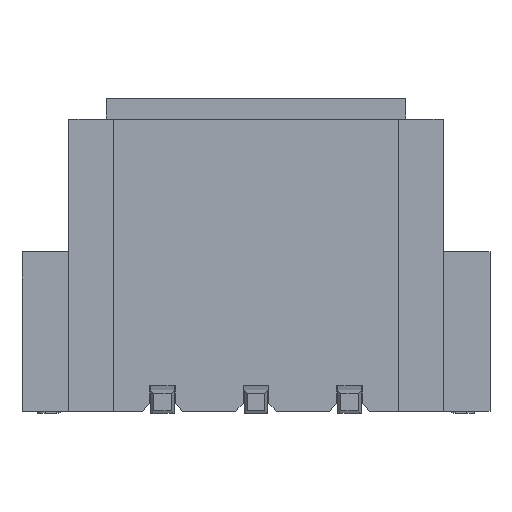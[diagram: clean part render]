
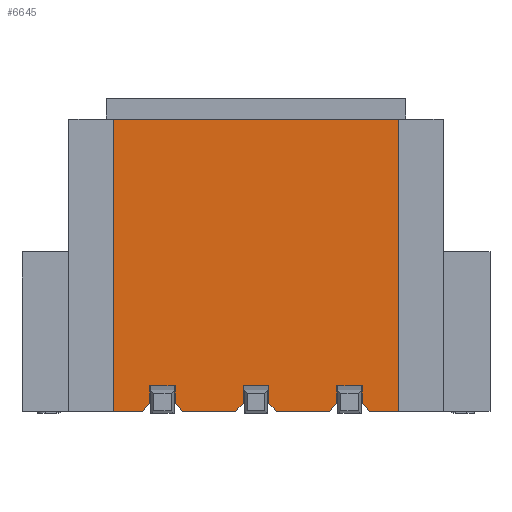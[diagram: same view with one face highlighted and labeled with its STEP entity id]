
A CAD part, top view. The second image highlights one B-rep face of the part: STEP entity #6645.
In plain terms, the highlighted planar face has unit normal (0, 0, 1).
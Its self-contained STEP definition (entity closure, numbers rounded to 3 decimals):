
#833=DIRECTION('',(-0.707,-0.707,0.));
#834=VECTOR('',#833,0.283);
#835=CARTESIAN_POINT('',(-7.84,-7.6,5.7));
#836=LINE('',#835,#834);
#837=DIRECTION('',(-1.,0.,0.));
#838=VECTOR('',#837,0.76);
#839=CARTESIAN_POINT('',(-8.04,-7.8,5.7));
#840=LINE('',#839,#838);
#841=DIRECTION('',(0.,1.,0.));
#842=VECTOR('',#841,7.8);
#843=CARTESIAN_POINT('',(-8.8,-7.8,5.7));
#844=LINE('',#843,#842);
#845=DIRECTION('',(1.,0.,0.));
#846=VECTOR('',#845,7.6);
#847=CARTESIAN_POINT('',(-8.8,0.,5.7));
#848=LINE('',#847,#846);
#849=DIRECTION('',(-1.,0.,0.));
#850=VECTOR('',#849,0.76);
#851=CARTESIAN_POINT('',(-1.2,-7.8,5.7));
#852=LINE('',#851,#850);
#853=DIRECTION('',(-0.707,0.707,0.));
#854=VECTOR('',#853,0.283);
#855=CARTESIAN_POINT('',(-1.96,-7.8,5.7));
#856=LINE('',#855,#854);
#857=DIRECTION('',(-0.707,-0.707,0.));
#858=VECTOR('',#857,0.283);
#859=CARTESIAN_POINT('',(-2.84,-7.6,5.7));
#860=LINE('',#859,#858);
#861=DIRECTION('',(-1.,0.,0.));
#862=VECTOR('',#861,1.42);
#863=CARTESIAN_POINT('',(-3.04,-7.8,5.7));
#864=LINE('',#863,#862);
#865=DIRECTION('',(-0.707,0.707,0.));
#866=VECTOR('',#865,0.283);
#867=CARTESIAN_POINT('',(-4.46,-7.8,5.7));
#868=LINE('',#867,#866);
#869=DIRECTION('',(-0.707,-0.707,0.));
#870=VECTOR('',#869,0.283);
#871=CARTESIAN_POINT('',(-5.34,-7.6,5.7));
#872=LINE('',#871,#870);
#873=DIRECTION('',(-1.,0.,0.));
#874=VECTOR('',#873,1.42);
#875=CARTESIAN_POINT('',(-5.54,-7.8,5.7));
#876=LINE('',#875,#874);
#877=DIRECTION('',(-0.707,0.707,0.));
#878=VECTOR('',#877,0.283);
#879=CARTESIAN_POINT('',(-6.96,-7.8,5.7));
#880=LINE('',#879,#878);
#881=DIRECTION('',(0.,-1.,0.));
#882=VECTOR('',#881,0.48);
#883=CARTESIAN_POINT('',(-7.16,-7.12,5.7));
#884=LINE('',#883,#882);
#901=DIRECTION('',(1.,0.,0.));
#902=VECTOR('',#901,0.68);
#903=CARTESIAN_POINT('',(-7.84,-7.12,5.7));
#904=LINE('',#903,#902);
#913=DIRECTION('',(0.,1.,0.));
#914=VECTOR('',#913,0.48);
#915=CARTESIAN_POINT('',(-7.84,-7.6,5.7));
#916=LINE('',#915,#914);
#937=DIRECTION('',(0.,1.,0.));
#938=VECTOR('',#937,0.48);
#939=CARTESIAN_POINT('',(-5.34,-7.6,5.7));
#940=LINE('',#939,#938);
#941=DIRECTION('',(1.,0.,0.));
#942=VECTOR('',#941,0.68);
#943=CARTESIAN_POINT('',(-5.34,-7.12,5.7));
#944=LINE('',#943,#942);
#953=DIRECTION('',(0.,-1.,0.));
#954=VECTOR('',#953,0.48);
#955=CARTESIAN_POINT('',(-4.66,-7.12,5.7));
#956=LINE('',#955,#954);
#985=DIRECTION('',(0.,1.,0.));
#986=VECTOR('',#985,0.48);
#987=CARTESIAN_POINT('',(-2.84,-7.6,5.7));
#988=LINE('',#987,#986);
#997=DIRECTION('',(1.,0.,0.));
#998=VECTOR('',#997,0.68);
#999=CARTESIAN_POINT('',(-2.84,-7.12,5.7));
#1000=LINE('',#999,#998);
#1001=DIRECTION('',(0.,-1.,0.));
#1002=VECTOR('',#1001,0.48);
#1003=CARTESIAN_POINT('',(-2.16,-7.12,5.7));
#1004=LINE('',#1003,#1002);
#3831=DIRECTION('',(0.,1.,0.));
#3832=VECTOR('',#3831,7.8);
#3833=CARTESIAN_POINT('',(-1.2,-7.8,5.7));
#3834=LINE('',#3833,#3832);
#4169=CARTESIAN_POINT('',(-6.96,-7.8,5.7));
#4171=VERTEX_POINT('',#4169);
#4173=CARTESIAN_POINT('',(-5.54,-7.8,5.7));
#4174=VERTEX_POINT('',#4173);
#4178=CARTESIAN_POINT('',(-3.04,-7.8,5.7));
#4180=VERTEX_POINT('',#4178);
#4183=CARTESIAN_POINT('',(-4.46,-7.8,5.7));
#4184=VERTEX_POINT('',#4183);
#4193=CARTESIAN_POINT('',(-8.8,-7.8,5.7));
#4194=VERTEX_POINT('',#4193);
#4195=CARTESIAN_POINT('',(-8.04,-7.8,5.7));
#4196=VERTEX_POINT('',#4195);
#4209=CARTESIAN_POINT('',(-1.96,-7.8,5.7));
#4210=VERTEX_POINT('',#4209);
#4211=CARTESIAN_POINT('',(-1.2,-7.8,5.7));
#4212=VERTEX_POINT('',#4211);
#4397=CARTESIAN_POINT('',(-1.2,0.,5.7));
#4399=VERTEX_POINT('',#4397);
#4401=CARTESIAN_POINT('',(-8.8,0.,5.7));
#4402=VERTEX_POINT('',#4401);
#4547=CARTESIAN_POINT('',(-7.16,-7.12,5.7));
#4548=CARTESIAN_POINT('',(-7.16,-7.6,5.7));
#4549=VERTEX_POINT('',#4547);
#4550=VERTEX_POINT('',#4548);
#4551=CARTESIAN_POINT('',(-7.84,-7.12,5.7));
#4552=VERTEX_POINT('',#4551);
#4553=CARTESIAN_POINT('',(-7.84,-7.6,5.7));
#4554=VERTEX_POINT('',#4553);
#4555=CARTESIAN_POINT('',(-2.16,-7.6,5.7));
#4556=VERTEX_POINT('',#4555);
#4557=CARTESIAN_POINT('',(-2.16,-7.12,5.7));
#4558=VERTEX_POINT('',#4557);
#4559=CARTESIAN_POINT('',(-2.84,-7.12,5.7));
#4560=VERTEX_POINT('',#4559);
#4561=CARTESIAN_POINT('',(-2.84,-7.6,5.7));
#4562=VERTEX_POINT('',#4561);
#4563=CARTESIAN_POINT('',(-4.66,-7.6,5.7));
#4564=VERTEX_POINT('',#4563);
#4565=CARTESIAN_POINT('',(-4.66,-7.12,5.7));
#4566=VERTEX_POINT('',#4565);
#4567=CARTESIAN_POINT('',(-5.34,-7.12,5.7));
#4568=VERTEX_POINT('',#4567);
#4569=CARTESIAN_POINT('',(-5.34,-7.6,5.7));
#4570=VERTEX_POINT('',#4569);
#6597=CARTESIAN_POINT('',(-5.,-3.9,5.7));
#6598=DIRECTION('',(0.,0.,1.));
#6599=DIRECTION('',(1.,0.,0.));
#6600=AXIS2_PLACEMENT_3D('',#6597,#6598,#6599);
#6601=PLANE('',#6600);
#6603=ORIENTED_EDGE('',*,*,#6602,.F.);
#6605=ORIENTED_EDGE('',*,*,#6604,.F.);
#6607=ORIENTED_EDGE('',*,*,#6606,.F.);
#6608=ORIENTED_EDGE('',*,*,#6588,.T.);
#6609=ORIENTED_EDGE('',*,*,#5486,.T.);
#6611=ORIENTED_EDGE('',*,*,#6610,.T.);
#6613=ORIENTED_EDGE('',*,*,#6612,.T.);
#6615=ORIENTED_EDGE('',*,*,#6614,.F.);
#6616=ORIENTED_EDGE('',*,*,#6476,.T.);
#6618=ORIENTED_EDGE('',*,*,#6617,.T.);
#6620=ORIENTED_EDGE('',*,*,#6619,.F.);
#6622=ORIENTED_EDGE('',*,*,#6621,.F.);
#6624=ORIENTED_EDGE('',*,*,#6623,.F.);
#6626=ORIENTED_EDGE('',*,*,#6625,.T.);
#6628=ORIENTED_EDGE('',*,*,#6627,.T.);
#6630=ORIENTED_EDGE('',*,*,#6629,.T.);
#6632=ORIENTED_EDGE('',*,*,#6631,.F.);
#6634=ORIENTED_EDGE('',*,*,#6633,.F.);
#6636=ORIENTED_EDGE('',*,*,#6635,.F.);
#6638=ORIENTED_EDGE('',*,*,#6637,.T.);
#6640=ORIENTED_EDGE('',*,*,#6639,.T.);
#6642=ORIENTED_EDGE('',*,*,#6641,.T.);
#6643=EDGE_LOOP('',(#6603,#6605,#6607,#6608,#6609,#6611,#6613,#6615,#6616,#6618,
#6620,#6622,#6624,#6626,#6628,#6630,#6632,#6634,#6636,#6638,#6640,#6642));
#6644=FACE_OUTER_BOUND('',#6643,.F.);
#5486=EDGE_CURVE('',#4196,#4194,#840,.T.);
#6476=EDGE_CURVE('',#4212,#4210,#852,.T.);
#6588=EDGE_CURVE('',#4554,#4196,#836,.T.);
#6602=EDGE_CURVE('',#4549,#4550,#884,.T.);
#6604=EDGE_CURVE('',#4552,#4549,#904,.T.);
#6606=EDGE_CURVE('',#4554,#4552,#916,.T.);
#6610=EDGE_CURVE('',#4194,#4402,#844,.T.);
#6612=EDGE_CURVE('',#4402,#4399,#848,.T.);
#6614=EDGE_CURVE('',#4212,#4399,#3834,.T.);
#6617=EDGE_CURVE('',#4210,#4556,#856,.T.);
#6619=EDGE_CURVE('',#4558,#4556,#1004,.T.);
#6621=EDGE_CURVE('',#4560,#4558,#1000,.T.);
#6623=EDGE_CURVE('',#4562,#4560,#988,.T.);
#6625=EDGE_CURVE('',#4562,#4180,#860,.T.);
#6627=EDGE_CURVE('',#4180,#4184,#864,.T.);
#6629=EDGE_CURVE('',#4184,#4564,#868,.T.);
#6631=EDGE_CURVE('',#4566,#4564,#956,.T.);
#6633=EDGE_CURVE('',#4568,#4566,#944,.T.);
#6635=EDGE_CURVE('',#4570,#4568,#940,.T.);
#6637=EDGE_CURVE('',#4570,#4174,#872,.T.);
#6639=EDGE_CURVE('',#4174,#4171,#876,.T.);
#6641=EDGE_CURVE('',#4171,#4550,#880,.T.);
#6645=ADVANCED_FACE('',(#6644),#6601,.T.);
